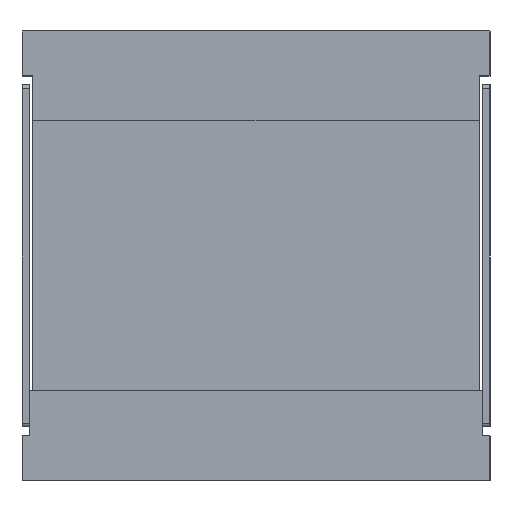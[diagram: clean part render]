
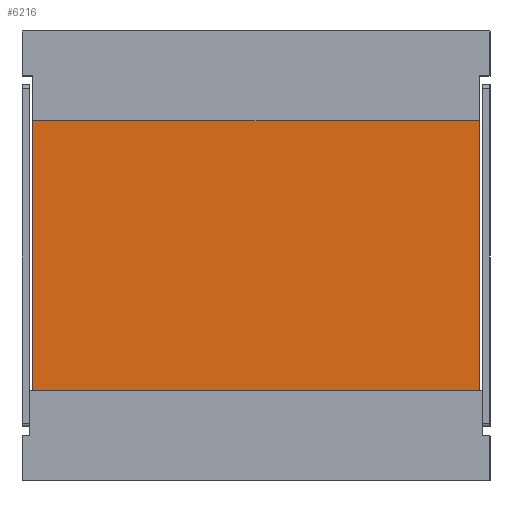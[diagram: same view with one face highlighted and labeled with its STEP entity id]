
A CAD part, left-side view. The second image highlights one B-rep face of the part: STEP entity #6216.
In plain terms, the highlighted planar face has unit normal (-1, 0, 0).
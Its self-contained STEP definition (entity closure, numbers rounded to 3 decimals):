
#142 = CARTESIAN_POINT ( 'NONE',  ( -160., -65., 37.5 ) ) ;
#622 = VERTEX_POINT ( 'NONE', #7794 ) ;
#904 = VECTOR ( 'NONE', #4978, 1000. ) ;
#984 = EDGE_CURVE ( 'NONE', #622, #7090, #4293, .T. ) ;
#1287 = ORIENTED_EDGE ( 'NONE', *, *, #6005, .T. ) ;
#1419 = CARTESIAN_POINT ( 'NONE',  ( -160., -65., 37.5 ) ) ;
#1711 = DIRECTION ( 'NONE',  ( 0., 1., 0. ) ) ;
#1783 = VECTOR ( 'NONE', #2854, 1000. ) ;
#2102 = LINE ( 'NONE', #1419, #904 ) ;
#2151 = LINE ( 'NONE', #8853, #8587 ) ;
#2181 = CARTESIAN_POINT ( 'NONE',  ( -160., -62., 37.5 ) ) ;
#2854 = DIRECTION ( 'NONE',  ( 0., 0., 1. ) ) ;
#3251 = EDGE_CURVE ( 'NONE', #6566, #7904, #2151, .T. ) ;
#3694 = AXIS2_PLACEMENT_3D ( 'NONE', #142, #4370, #7132 ) ;
#3709 = LINE ( 'NONE', #4390, #7218 ) ;
#4230 = ORIENTED_EDGE ( 'NONE', *, *, #7306, .F. ) ;
#4293 = LINE ( 'NONE', #5543, #1783 ) ;
#4370 = DIRECTION ( 'NONE',  ( 1., 0., 0. ) ) ;
#4390 = CARTESIAN_POINT ( 'NONE',  ( -160., -65., -37.5 ) ) ;
#4611 = CARTESIAN_POINT ( 'NONE',  ( -160., 62., 37.5 ) ) ;
#4618 = ORIENTED_EDGE ( 'NONE', *, *, #984, .T. ) ;
#4681 = DIRECTION ( 'NONE',  ( 0., 0., -1. ) ) ;
#4978 = DIRECTION ( 'NONE',  ( 0., 1., 0. ) ) ;
#4984 = ORIENTED_EDGE ( 'NONE', *, *, #3251, .T. ) ;
#5543 = CARTESIAN_POINT ( 'NONE',  ( -160., -62., 37.5 ) ) ;
#6005 = EDGE_CURVE ( 'NONE', #7090, #6566, #2102, .T. ) ;
#6216 = ADVANCED_FACE ( 'NONE', ( #8857 ), #7891, .F. ) ;
#6566 = VERTEX_POINT ( 'NONE', #4611 ) ;
#7090 = VERTEX_POINT ( 'NONE', #2181 ) ;
#7132 = DIRECTION ( 'NONE',  ( 0., 0., -1. ) ) ;
#7218 = VECTOR ( 'NONE', #1711, 1000. ) ;
#7306 = EDGE_CURVE ( 'NONE', #622, #7904, #3709, .T. ) ;
#7794 = CARTESIAN_POINT ( 'NONE',  ( -160., -62., -37.5 ) ) ;
#7872 = CARTESIAN_POINT ( 'NONE',  ( -160., 62., -37.5 ) ) ;
#7891 = PLANE ( 'NONE',  #3694 ) ;
#7904 = VERTEX_POINT ( 'NONE', #7872 ) ;
#8587 = VECTOR ( 'NONE', #4681, 1000. ) ;
#8707 = EDGE_LOOP ( 'NONE', ( #1287, #4984, #4230, #4618 ) ) ;
#8853 = CARTESIAN_POINT ( 'NONE',  ( -160., 62., 37.5 ) ) ;
#8857 = FACE_OUTER_BOUND ( 'NONE', #8707, .T. ) ;
